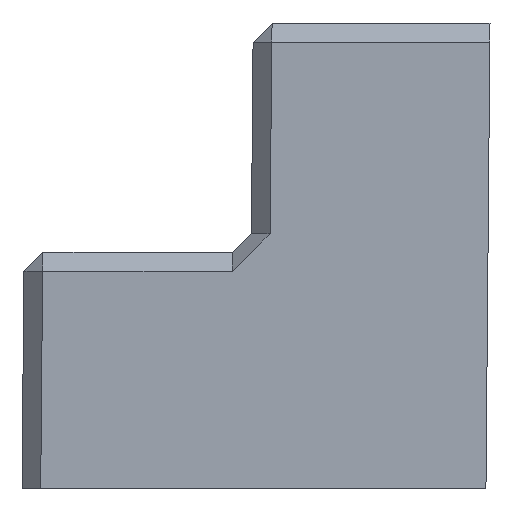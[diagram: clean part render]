
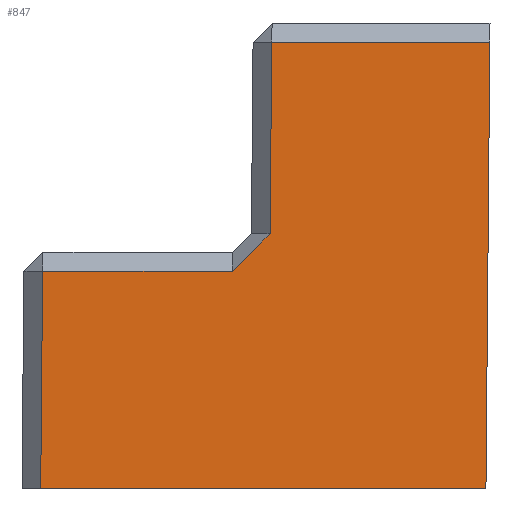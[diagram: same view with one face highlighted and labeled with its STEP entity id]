
A CAD part, front view. The second image highlights one B-rep face of the part: STEP entity #847.
In plain terms, the highlighted planar face has unit normal (0, -1, 0).
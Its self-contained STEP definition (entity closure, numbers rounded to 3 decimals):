
#824=AXIS2_PLACEMENT_3D('Plane Axis2P3D',#821,#822,#823) ;
#463=CARTESIAN_POINT('Vertex',(-35.862,-8.87,9.3)) ;
#466=CARTESIAN_POINT('Line Origine',(-35.055,-8.87,10.096)) ;
#470=CARTESIAN_POINT('Vertex',(-34.248,-8.87,10.893)) ;
#490=CARTESIAN_POINT('Line Origine',(-24.933,-8.87,9.55)) ;
#494=CARTESIAN_POINT('Vertex',(-24.85,-8.87,19.1)) ;
#496=CARTESIAN_POINT('Vertex',(-25.017,-8.87,0.)) ;
#597=CARTESIAN_POINT('Vertex',(-34.176,-8.87,19.1)) ;
#600=CARTESIAN_POINT('Line Origine',(-34.256,-8.87,9.95)) ;
#617=CARTESIAN_POINT('Line Origine',(-34.85,-8.87,19.1)) ;
#801=CARTESIAN_POINT('Line Origine',(-34.537,-8.87,0.)) ;
#805=CARTESIAN_POINT('Vertex',(-44.057,-8.87,0.)) ;
#821=CARTESIAN_POINT('Axis2P3D Location',(0.,-8.87,0.)) ;
#826=CARTESIAN_POINT('Line Origine',(-44.017,-8.87,4.65)) ;
#830=CARTESIAN_POINT('Vertex',(-43.976,-8.87,9.3)) ;
#833=CARTESIAN_POINT('Line Origine',(-39.919,-8.87,9.3)) ;
#467=DIRECTION('Vector Direction',(0.712,0.,0.702)) ;
#491=DIRECTION('Vector Direction',(-0.009,0.,-1.)) ;
#601=DIRECTION('Vector Direction',(-0.009,0.,-1.)) ;
#618=DIRECTION('Vector Direction',(1.,0.,0.)) ;
#802=DIRECTION('Vector Direction',(-1.,0.,0.)) ;
#822=DIRECTION('Axis2P3D Direction',(0.,1.,-0.)) ;
#823=DIRECTION('Axis2P3D XDirection',(-1.,0.,0.)) ;
#827=DIRECTION('Vector Direction',(0.009,0.,1.)) ;
#834=DIRECTION('Vector Direction',(-1.,0.,0.)) ;
#468=VECTOR('Line Direction',#467,1.) ;
#492=VECTOR('Line Direction',#491,1.) ;
#602=VECTOR('Line Direction',#601,1.) ;
#619=VECTOR('Line Direction',#618,1.) ;
#803=VECTOR('Line Direction',#802,1.) ;
#828=VECTOR('Line Direction',#827,1.) ;
#835=VECTOR('Line Direction',#834,1.) ;
#839=ORIENTED_EDGE('',*,*,#832,.F.) ;
#840=ORIENTED_EDGE('',*,*,#807,.F.) ;
#841=ORIENTED_EDGE('',*,*,#498,.F.) ;
#842=ORIENTED_EDGE('',*,*,#621,.F.) ;
#843=ORIENTED_EDGE('',*,*,#604,.F.) ;
#844=ORIENTED_EDGE('',*,*,#472,.F.) ;
#845=ORIENTED_EDGE('',*,*,#837,.F.) ;
#847=ADVANCED_FACE('D004566_A',(#846),#825,.F.) ;
#472=EDGE_CURVE('',#464,#471,#469,.T.) ;
#498=EDGE_CURVE('',#495,#497,#493,.T.) ;
#604=EDGE_CURVE('',#471,#598,#603,.F.) ;
#621=EDGE_CURVE('',#598,#495,#620,.T.) ;
#807=EDGE_CURVE('',#497,#806,#804,.T.) ;
#832=EDGE_CURVE('',#806,#831,#829,.T.) ;
#837=EDGE_CURVE('',#831,#464,#836,.F.) ;
#838=EDGE_LOOP('',(#839,#840,#841,#842,#843,#844,#845)) ;
#846=FACE_OUTER_BOUND('',#838,.T.) ;
#469=LINE('Line',#466,#468) ;
#493=LINE('Line',#490,#492) ;
#603=LINE('Line',#600,#602) ;
#620=LINE('Line',#617,#619) ;
#804=LINE('Line',#801,#803) ;
#829=LINE('Line',#826,#828) ;
#836=LINE('Line',#833,#835) ;
#825=PLANE('',#824) ;
#464=VERTEX_POINT('',#463) ;
#471=VERTEX_POINT('',#470) ;
#495=VERTEX_POINT('',#494) ;
#497=VERTEX_POINT('',#496) ;
#598=VERTEX_POINT('',#597) ;
#806=VERTEX_POINT('',#805) ;
#831=VERTEX_POINT('',#830) ;
